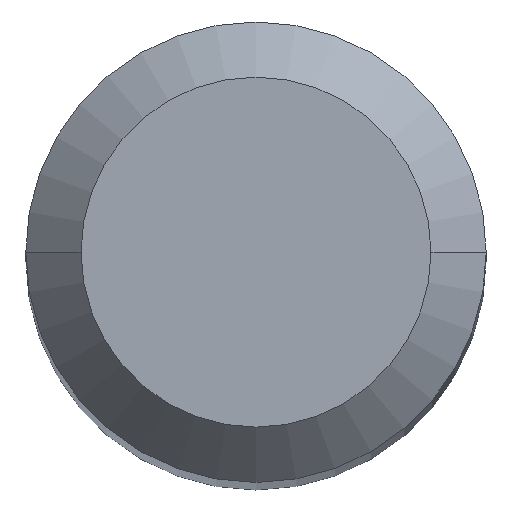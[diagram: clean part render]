
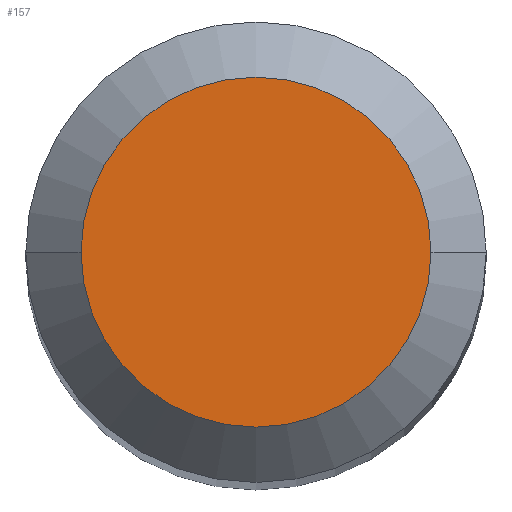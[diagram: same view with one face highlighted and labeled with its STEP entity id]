
A CAD part, top view. The second image highlights one B-rep face of the part: STEP entity #157.
In plain terms, the highlighted planar face has unit normal (0, 0, 1).
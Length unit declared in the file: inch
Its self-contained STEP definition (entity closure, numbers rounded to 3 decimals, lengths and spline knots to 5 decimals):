
#15 = EDGE_CURVE ( 'NONE', #410, #412, #57, .T. ) ;
#22 = EDGE_LOOP ( 'NONE', ( #334, #489 ) ) ;
#57 = CIRCLE ( 'NONE', #478, 0.0475 ) ;
#64 = CARTESIAN_POINT ( 'NONE',  ( -0.0475, 0., 0. ) ) ;
#72 = DIRECTION ( 'NONE',  ( 0., 0., 1. ) ) ;
#76 = AXIS2_PLACEMENT_3D ( 'NONE', #351, #310, #510 ) ;
#82 = DIRECTION ( 'NONE',  ( 1., 0., 0. ) ) ;
#109 = FACE_OUTER_BOUND ( 'NONE', #22, .T. ) ;
#127 = DIRECTION ( 'NONE',  ( 0., 0., 1. ) ) ;
#157 = ADVANCED_FACE ( 'NONE', ( #109 ), #186, .F. ) ;
#172 = CIRCLE ( 'NONE', #276, 0.0475 ) ;
#186 = PLANE ( 'NONE',  #76 ) ;
#198 = CARTESIAN_POINT ( 'NONE',  ( 0., 0., 0. ) ) ;
#276 = AXIS2_PLACEMENT_3D ( 'NONE', #198, #127, #82 ) ;
#286 = EDGE_CURVE ( 'NONE', #412, #410, #172, .T. ) ;
#299 = CARTESIAN_POINT ( 'NONE',  ( 0.0475, 0., 0. ) ) ;
#310 = DIRECTION ( 'NONE',  ( 0., 0., -1. ) ) ;
#334 = ORIENTED_EDGE ( 'NONE', *, *, #286, .T. ) ;
#351 = CARTESIAN_POINT ( 'NONE',  ( 0., 0.0475, 0. ) ) ;
#410 = VERTEX_POINT ( 'NONE', #299 ) ;
#412 = VERTEX_POINT ( 'NONE', #64 ) ;
#478 = AXIS2_PLACEMENT_3D ( 'NONE', #518, #72, #512 ) ;
#489 = ORIENTED_EDGE ( 'NONE', *, *, #15, .T. ) ;
#510 = DIRECTION ( 'NONE',  ( -1., 0., 0. ) ) ;
#512 = DIRECTION ( 'NONE',  ( 1., 0., 0. ) ) ;
#518 = CARTESIAN_POINT ( 'NONE',  ( 0., 0., 0. ) ) ;
